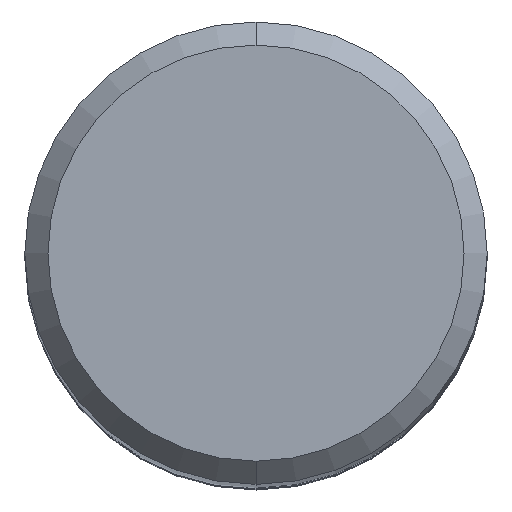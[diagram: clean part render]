
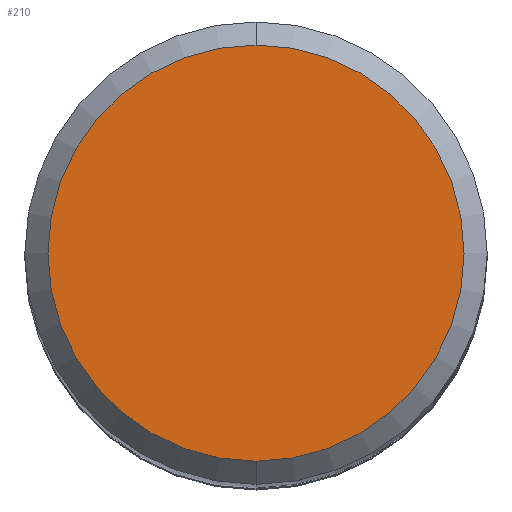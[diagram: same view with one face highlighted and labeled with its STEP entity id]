
A CAD part, top view. The second image highlights one B-rep face of the part: STEP entity #210.
In plain terms, the highlighted planar face has unit normal (0, 0, 1).
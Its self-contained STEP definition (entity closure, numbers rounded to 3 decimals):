
#168=EDGE_CURVE('',#250,#278,#361,.T.);
#210=ADVANCED_FACE('',(#412),#413,.T.);
#250=VERTEX_POINT('',#457);
#278=VERTEX_POINT('',#490);
#286=EDGE_CURVE('',#278,#250,#499,.T.);
#361=CIRCLE('',#582,4.5);
#412=FACE_OUTER_BOUND('',#646,.T.);
#413=PLANE('',#647);
#457=CARTESIAN_POINT('',(0.0,4.5,0.0));
#490=CARTESIAN_POINT('',(0.,-4.5,0.0));
#499=CIRCLE('',#754,4.5);
#582=AXIS2_PLACEMENT_3D('',#807,#808,#809);
#646=EDGE_LOOP('',(#890,#891));
#647=AXIS2_PLACEMENT_3D('',#892,#893,#894);
#754=AXIS2_PLACEMENT_3D('',#1001,#1002,#1003);
#807=CARTESIAN_POINT('',(0.0,0.0,0.0));
#808=DIRECTION('',(0.0,0.0,-1.0));
#809=DIRECTION('',(0.0,1.0,0.0));
#890=ORIENTED_EDGE('',*,*,#168,.F.);
#891=ORIENTED_EDGE('',*,*,#286,.F.);
#892=CARTESIAN_POINT('',(0.0,2.25,0.0));
#893=DIRECTION('',(-0.0,0.0,1.0));
#894=DIRECTION('',(0.0,-1.0,0.0));
#1001=CARTESIAN_POINT('',(0.0,0.0,0.0));
#1002=DIRECTION('',(0.0,0.0,-1.0));
#1003=DIRECTION('',(0.0,1.0,0.0));
